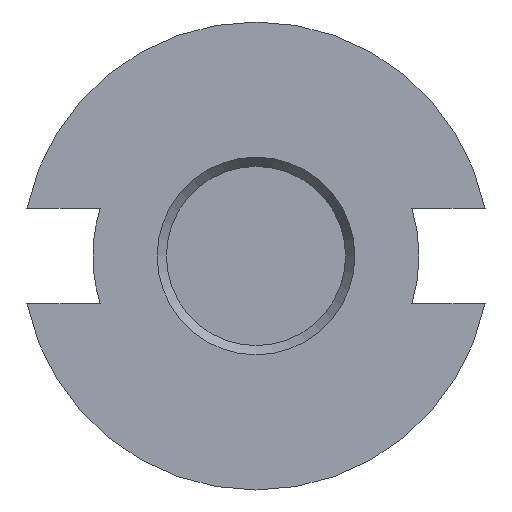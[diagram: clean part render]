
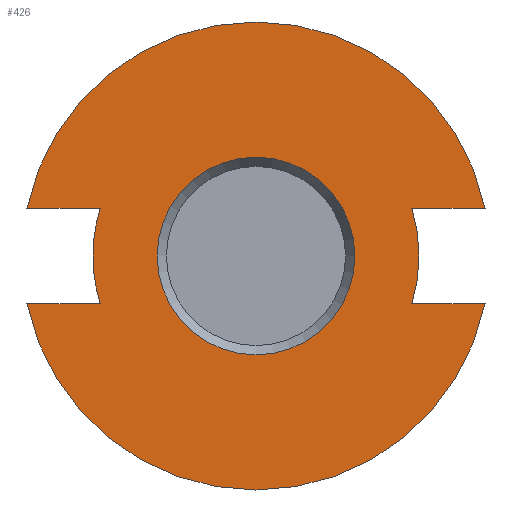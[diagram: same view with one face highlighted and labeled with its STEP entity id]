
A CAD part, front view. The second image highlights one B-rep face of the part: STEP entity #426.
In plain terms, the highlighted planar face has unit normal (0, -1, 0).
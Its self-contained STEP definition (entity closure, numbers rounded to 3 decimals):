
#15=FACE_BOUND('',#84,.T.);
#27=PLANE('',#489);
#59=FACE_OUTER_BOUND('',#83,.T.);
#83=EDGE_LOOP('',(#368,#369,#370,#371,#372,#373,#374,#375,#376));
#84=EDGE_LOOP('',(#377));
#113=LINE('',#755,#141);
#114=LINE('',#758,#142);
#115=LINE('',#759,#143);
#116=LINE('',#760,#144);
#141=VECTOR('',#604,1000.);
#142=VECTOR('',#607,1000.);
#143=VECTOR('',#608,1000.);
#144=VECTOR('',#609,1000.);
#150=CIRCLE('',#451,2.088);
#152=CIRCLE('',#454,4.943);
#153=CIRCLE('',#456,3.443);
#155=CIRCLE('',#458,3.443);
#158=CIRCLE('',#461,3.443);
#174=CIRCLE('',#490,4.943);
#177=VERTEX_POINT('',#636);
#180=VERTEX_POINT('',#643);
#181=VERTEX_POINT('',#647);
#182=VERTEX_POINT('',#653);
#183=VERTEX_POINT('',#654);
#186=VERTEX_POINT('',#663);
#187=VERTEX_POINT('',#668);
#190=VERTEX_POINT('',#675);
#214=VERTEX_POINT('',#754);
#215=VERTEX_POINT('',#756);
#220=EDGE_CURVE('',#177,#177,#150,.T.);
#223=EDGE_CURVE('',#181,#180,#152,.T.);
#225=EDGE_CURVE('',#182,#183,#153,.T.);
#229=EDGE_CURVE('',#187,#186,#155,.T.);
#233=EDGE_CURVE('',#190,#187,#158,.T.);
#269=EDGE_CURVE('',#183,#214,#113,.T.);
#270=EDGE_CURVE('',#214,#215,#174,.T.);
#271=EDGE_CURVE('',#215,#190,#114,.T.);
#272=EDGE_CURVE('',#186,#181,#115,.T.);
#273=EDGE_CURVE('',#180,#182,#116,.T.);
#368=ORIENTED_EDGE('',*,*,#225,.T.);
#369=ORIENTED_EDGE('',*,*,#269,.T.);
#370=ORIENTED_EDGE('',*,*,#270,.T.);
#371=ORIENTED_EDGE('',*,*,#271,.T.);
#372=ORIENTED_EDGE('',*,*,#233,.T.);
#373=ORIENTED_EDGE('',*,*,#229,.T.);
#374=ORIENTED_EDGE('',*,*,#272,.T.);
#375=ORIENTED_EDGE('',*,*,#223,.T.);
#376=ORIENTED_EDGE('',*,*,#273,.T.);
#377=ORIENTED_EDGE('',*,*,#220,.T.);
#426=ADVANCED_FACE('',(#59,#15),#27,.F.);
#451=AXIS2_PLACEMENT_3D('',#638,#507,#508);
#454=AXIS2_PLACEMENT_3D('',#648,#513,#514);
#456=AXIS2_PLACEMENT_3D('',#655,#517,#518);
#458=AXIS2_PLACEMENT_3D('',#669,#521,#522);
#461=AXIS2_PLACEMENT_3D('',#676,#528,#529);
#489=AXIS2_PLACEMENT_3D('',#753,#602,#603);
#490=AXIS2_PLACEMENT_3D('',#757,#605,#606);
#507=DIRECTION('center_axis',(0.,1.,0.));
#508=DIRECTION('ref_axis',(0.,0.,1.));
#513=DIRECTION('center_axis',(0.,-1.,0.));
#514=DIRECTION('ref_axis',(0.,0.,1.));
#517=DIRECTION('center_axis',(0.,-1.,0.));
#518=DIRECTION('ref_axis',(0.,0.,1.));
#521=DIRECTION('center_axis',(0.,-1.,0.));
#522=DIRECTION('ref_axis',(0.,0.,1.));
#528=DIRECTION('center_axis',(0.,-1.,0.));
#529=DIRECTION('ref_axis',(0.,0.,1.));
#602=DIRECTION('center_axis',(0.,1.,0.));
#603=DIRECTION('ref_axis',(1.,0.,0.));
#604=DIRECTION('',(1.,0.,0.));
#605=DIRECTION('center_axis',(0.,-1.,0.));
#606=DIRECTION('ref_axis',(0.,0.,1.));
#607=DIRECTION('',(1.,0.,0.));
#608=DIRECTION('',(-1.,0.,0.));
#609=DIRECTION('',(-1.,0.,0.));
#636=CARTESIAN_POINT('',(0.,-0.25,2.088));
#638=CARTESIAN_POINT('Origin',(0.,-0.25,0.));
#643=CARTESIAN_POINT('',(4.84,-0.25,-1.007));
#647=CARTESIAN_POINT('',(-4.84,-0.25,-1.007));
#648=CARTESIAN_POINT('Origin',(0.,-0.25,0.));
#653=CARTESIAN_POINT('',(3.293,-0.25,-1.007));
#654=CARTESIAN_POINT('',(3.293,-0.25,1.007));
#655=CARTESIAN_POINT('Origin',(0.,-0.25,0.));
#663=CARTESIAN_POINT('',(-3.293,-0.25,-1.007));
#668=CARTESIAN_POINT('',(-3.443,-0.25,0.));
#669=CARTESIAN_POINT('Origin',(0.,-0.25,0.));
#675=CARTESIAN_POINT('',(-3.293,-0.25,1.007));
#676=CARTESIAN_POINT('Origin',(0.,-0.25,0.));
#753=CARTESIAN_POINT('Origin',(0.,-0.25,0.));
#754=CARTESIAN_POINT('',(4.84,-0.25,1.007));
#755=CARTESIAN_POINT('',(-4.848,-0.25,1.007));
#756=CARTESIAN_POINT('',(-4.84,-0.25,1.007));
#757=CARTESIAN_POINT('Origin',(0.,-0.25,0.));
#758=CARTESIAN_POINT('',(-4.848,-0.25,1.007));
#759=CARTESIAN_POINT('',(-4.848,-0.25,-1.007));
#760=CARTESIAN_POINT('',(-4.848,-0.25,-1.007));
